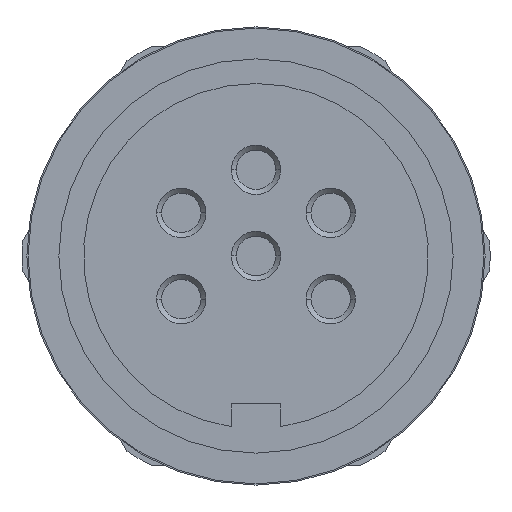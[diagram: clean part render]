
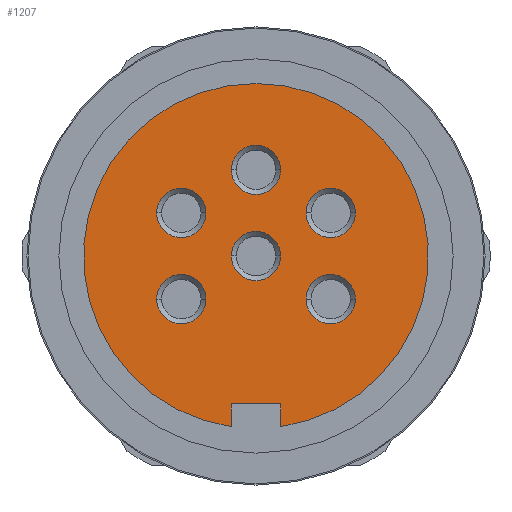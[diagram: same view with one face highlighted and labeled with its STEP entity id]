
A CAD part, front view. The second image highlights one B-rep face of the part: STEP entity #1207.
In plain terms, the highlighted planar face has unit normal (0, -1, 0).
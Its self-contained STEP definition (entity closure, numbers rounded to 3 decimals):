
#217=CARTESIAN_POINT('',(0.,-31.,7.));
#218=VERTEX_POINT('',#217);
#227=CARTESIAN_POINT('',(1.0,-31.0,-6.928));
#228=VERTEX_POINT('',#227);
#229=CARTESIAN_POINT('',(0.0,-31.,0.));
#230=DIRECTION('',(0.0,1.0,0.0));
#231=DIRECTION('',(0.0,0.0,1.0));
#232=AXIS2_PLACEMENT_3D('',#229,#230,#231);
#233=CIRCLE('',#232,7.);
#234=EDGE_CURVE('',#218,#228,#233,.T.);
#639=CARTESIAN_POINT('',(1.,-31.,3.5));
#640=VERTEX_POINT('',#639);
#648=CARTESIAN_POINT('',(-1.,-31.,3.5));
#649=VERTEX_POINT('',#648);
#656=CARTESIAN_POINT('',(0.0,-31.,3.5));
#657=DIRECTION('',(0.0,-1.0,0.0));
#658=DIRECTION('',(1.0,0.0,0.0));
#659=AXIS2_PLACEMENT_3D('',#656,#657,#658);
#660=CIRCLE('',#659,1.);
#661=EDGE_CURVE('',#649,#640,#660,.T.);
#713=CARTESIAN_POINT('',(1.,-31.,0.));
#714=VERTEX_POINT('',#713);
#722=CARTESIAN_POINT('',(-1.,-31.,0.));
#723=VERTEX_POINT('',#722);
#730=CARTESIAN_POINT('',(0.0,-31.,0.));
#731=DIRECTION('',(0.0,-1.0,0.0));
#732=DIRECTION('',(1.0,0.0,0.0));
#733=AXIS2_PLACEMENT_3D('',#730,#731,#732);
#734=CIRCLE('',#733,1.);
#735=EDGE_CURVE('',#723,#714,#734,.T.);
#787=CARTESIAN_POINT('',(-2.03,-31.,1.75));
#788=VERTEX_POINT('',#787);
#796=CARTESIAN_POINT('',(-4.03,-31.,1.75));
#797=VERTEX_POINT('',#796);
#804=CARTESIAN_POINT('',(-3.03,-31.,1.75));
#805=DIRECTION('',(0.0,-1.0,0.0));
#806=DIRECTION('',(1.0,0.0,0.0));
#807=AXIS2_PLACEMENT_3D('',#804,#805,#806);
#808=CIRCLE('',#807,1.);
#809=EDGE_CURVE('',#797,#788,#808,.T.);
#861=CARTESIAN_POINT('',(4.03,-31.,1.75));
#862=VERTEX_POINT('',#861);
#870=CARTESIAN_POINT('',(2.03,-31.,1.75));
#871=VERTEX_POINT('',#870);
#878=CARTESIAN_POINT('',(3.03,-31.,1.75));
#879=DIRECTION('',(0.0,-1.0,0.0));
#880=DIRECTION('',(1.0,0.0,0.0));
#881=AXIS2_PLACEMENT_3D('',#878,#879,#880);
#882=CIRCLE('',#881,1.);
#883=EDGE_CURVE('',#871,#862,#882,.T.);
#935=CARTESIAN_POINT('',(-2.03,-31.,-1.75));
#936=VERTEX_POINT('',#935);
#944=CARTESIAN_POINT('',(-4.03,-31.,-1.75));
#945=VERTEX_POINT('',#944);
#952=CARTESIAN_POINT('',(-3.03,-31.,-1.75));
#953=DIRECTION('',(0.0,-1.0,0.0));
#954=DIRECTION('',(1.0,0.0,0.0));
#955=AXIS2_PLACEMENT_3D('',#952,#953,#954);
#956=CIRCLE('',#955,1.);
#957=EDGE_CURVE('',#945,#936,#956,.T.);
#1009=CARTESIAN_POINT('',(4.03,-31.,-1.75));
#1010=VERTEX_POINT('',#1009);
#1018=CARTESIAN_POINT('',(2.03,-31.,-1.75));
#1019=VERTEX_POINT('',#1018);
#1026=CARTESIAN_POINT('',(3.03,-31.,-1.75));
#1027=DIRECTION('',(0.0,-1.0,0.0));
#1028=DIRECTION('',(1.0,0.0,0.0));
#1029=AXIS2_PLACEMENT_3D('',#1026,#1027,#1028);
#1030=CIRCLE('',#1029,1.);
#1031=EDGE_CURVE('',#1019,#1010,#1030,.T.);
#1050=CARTESIAN_POINT('',(1.0,-31.0,-6.));
#1051=VERTEX_POINT('',#1050);
#1052=CARTESIAN_POINT('',(1.0,-31.0,-6.));
#1053=DIRECTION('',(0.0,0.0,-1.0));
#1054=VECTOR('',#1053,0.928);
#1055=LINE('',#1052,#1054);
#1056=EDGE_CURVE('',#1051,#228,#1055,.T.);
#1081=CARTESIAN_POINT('',(-1.0,-31.0,-6.));
#1082=VERTEX_POINT('',#1081);
#1083=CARTESIAN_POINT('',(-1.0,-31.0,-6.));
#1084=DIRECTION('',(1.0,0.0,0.0));
#1085=VECTOR('',#1084,2.0);
#1086=LINE('',#1083,#1085);
#1087=EDGE_CURVE('',#1082,#1051,#1086,.T.);
#1112=CARTESIAN_POINT('',(-1.0,-31.0,-6.928));
#1113=VERTEX_POINT('',#1112);
#1114=CARTESIAN_POINT('',(-1.0,-31.0,-6.928));
#1115=DIRECTION('',(0.0,0.0,1.0));
#1116=VECTOR('',#1115,0.928);
#1117=LINE('',#1114,#1116);
#1118=EDGE_CURVE('',#1113,#1082,#1117,.T.);
#1129=CARTESIAN_POINT('',(0.0,-31.,3.5));
#1130=DIRECTION('',(0.0,-1.0,0.0));
#1131=DIRECTION('',(0.0,0.0,-1.0));
#1132=AXIS2_PLACEMENT_3D('',#1129,#1130,#1131);
#1133=PLANE('',#1132);
#1134=ORIENTED_EDGE('',*,*,#1118,.T.);
#1135=ORIENTED_EDGE('',*,*,#1087,.T.);
#1136=ORIENTED_EDGE('',*,*,#1056,.T.);
#1137=ORIENTED_EDGE('',*,*,#234,.F.);
#1138=CARTESIAN_POINT('',(0.0,-31.,0.));
#1139=DIRECTION('',(0.0,1.0,0.0));
#1140=DIRECTION('',(0.0,0.0,1.0));
#1141=AXIS2_PLACEMENT_3D('',#1138,#1139,#1140);
#1142=CIRCLE('',#1141,7.);
#1143=EDGE_CURVE('',#1113,#218,#1142,.T.);
#1144=ORIENTED_EDGE('',*,*,#1143,.F.);
#1145=EDGE_LOOP('',(#1134,#1135,#1136,#1137,#1144));
#1146=FACE_OUTER_BOUND('',#1145,.T.);
#1147=ORIENTED_EDGE('',*,*,#1031,.F.);
#1148=CARTESIAN_POINT('',(3.03,-31.,-1.75));
#1149=DIRECTION('',(0.0,-1.0,0.0));
#1150=DIRECTION('',(1.0,0.0,0.0));
#1151=AXIS2_PLACEMENT_3D('',#1148,#1149,#1150);
#1152=CIRCLE('',#1151,1.);
#1153=EDGE_CURVE('',#1010,#1019,#1152,.T.);
#1154=ORIENTED_EDGE('',*,*,#1153,.F.);
#1155=EDGE_LOOP('',(#1147,#1154));
#1156=FACE_BOUND('',#1155,.T.);
#1157=ORIENTED_EDGE('',*,*,#883,.F.);
#1158=CARTESIAN_POINT('',(3.03,-31.,1.75));
#1159=DIRECTION('',(0.0,-1.0,0.0));
#1160=DIRECTION('',(1.0,0.0,0.0));
#1161=AXIS2_PLACEMENT_3D('',#1158,#1159,#1160);
#1162=CIRCLE('',#1161,1.);
#1163=EDGE_CURVE('',#862,#871,#1162,.T.);
#1164=ORIENTED_EDGE('',*,*,#1163,.F.);
#1165=EDGE_LOOP('',(#1157,#1164));
#1166=FACE_BOUND('',#1165,.T.);
#1167=ORIENTED_EDGE('',*,*,#735,.F.);
#1168=CARTESIAN_POINT('',(0.0,-31.,0.));
#1169=DIRECTION('',(0.0,-1.0,0.0));
#1170=DIRECTION('',(1.0,0.0,0.0));
#1171=AXIS2_PLACEMENT_3D('',#1168,#1169,#1170);
#1172=CIRCLE('',#1171,1.);
#1173=EDGE_CURVE('',#714,#723,#1172,.T.);
#1174=ORIENTED_EDGE('',*,*,#1173,.F.);
#1175=EDGE_LOOP('',(#1167,#1174));
#1176=FACE_BOUND('',#1175,.T.);
#1177=ORIENTED_EDGE('',*,*,#661,.F.);
#1178=CARTESIAN_POINT('',(0.0,-31.,3.5));
#1179=DIRECTION('',(0.0,-1.0,0.0));
#1180=DIRECTION('',(1.0,0.0,0.0));
#1181=AXIS2_PLACEMENT_3D('',#1178,#1179,#1180);
#1182=CIRCLE('',#1181,1.);
#1183=EDGE_CURVE('',#640,#649,#1182,.T.);
#1184=ORIENTED_EDGE('',*,*,#1183,.F.);
#1185=EDGE_LOOP('',(#1177,#1184));
#1186=FACE_BOUND('',#1185,.T.);
#1187=ORIENTED_EDGE('',*,*,#809,.F.);
#1188=CARTESIAN_POINT('',(-3.03,-31.,1.75));
#1189=DIRECTION('',(0.0,-1.0,0.0));
#1190=DIRECTION('',(1.0,0.0,0.0));
#1191=AXIS2_PLACEMENT_3D('',#1188,#1189,#1190);
#1192=CIRCLE('',#1191,1.);
#1193=EDGE_CURVE('',#788,#797,#1192,.T.);
#1194=ORIENTED_EDGE('',*,*,#1193,.F.);
#1195=EDGE_LOOP('',(#1187,#1194));
#1196=FACE_BOUND('',#1195,.T.);
#1197=ORIENTED_EDGE('',*,*,#957,.F.);
#1198=CARTESIAN_POINT('',(-3.03,-31.,-1.75));
#1199=DIRECTION('',(0.0,-1.0,0.0));
#1200=DIRECTION('',(1.0,0.0,0.0));
#1201=AXIS2_PLACEMENT_3D('',#1198,#1199,#1200);
#1202=CIRCLE('',#1201,1.);
#1203=EDGE_CURVE('',#936,#945,#1202,.T.);
#1204=ORIENTED_EDGE('',*,*,#1203,.F.);
#1205=EDGE_LOOP('',(#1197,#1204));
#1206=FACE_BOUND('',#1205,.T.);
#1207=ADVANCED_FACE('',(#1146,#1156,#1166,#1176,#1186,#1196,#1206),#1133,.T.);
